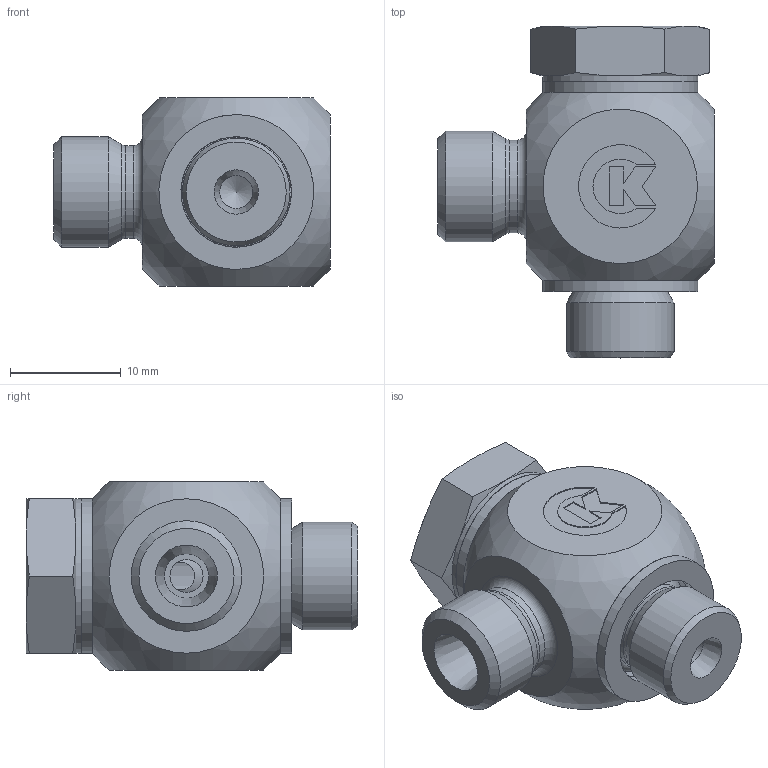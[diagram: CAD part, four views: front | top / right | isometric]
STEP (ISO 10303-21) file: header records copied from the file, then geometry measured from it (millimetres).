
FILE_DESCRIPTION((''),'2;1');
FILE_NAME('80711804.stp','2014-10-24T16:17:31',(''),('KNOMI spol. s r. o.'),'Autodesk Inventor 2012','Autodesk Inventor 2012','');
FILE_SCHEMA(('AUTOMOTIVE_DESIGN { 1 2 10303 214 0 1 1 1 }'));
Length unit declared in the file: millimetre
Products named in the file (4): SP2 Js03    G1/8/M10; 74702204; 70910418; 73141010
Assembly tree (4 placements, depth 2):
  SP2 Js03    G1/8/M10
    74702204
    70910418
    73141010  x2
Bounding box: 25 x 30 x 17 mm (x, y, z)
Volume: 5769.7 mm3; surface area: 4134.9 mm2
Topology: 4 solids, 4 shells, 122 faces, 287 edges, 186 vertices
Faces by surface type: plane 68, cone 25, cylinder 24, torus 4, sphere 1
Full cylindrical faces by diameter (mm): 2.5 x2, 3 x2, 4 x1, 7 x1, 8.3 x1, 8.4 x1, 9.728 x1, 9.96 x2, 10 x4, 14 x3
Entity records: 3544 total; most frequent: CARTESIAN_POINT 788, DIRECTION 519, ORIENTED_EDGE 478, EDGE_CURVE 239, AXIS2_PLACEMENT_3D 195, EDGE_LOOP 171, VERTEX_POINT 170, VECTOR 129
